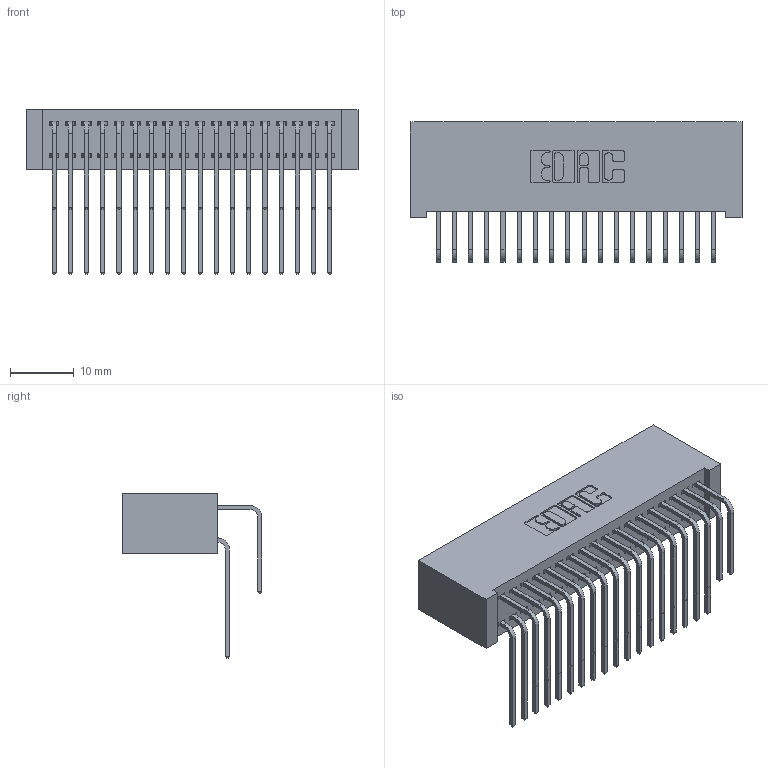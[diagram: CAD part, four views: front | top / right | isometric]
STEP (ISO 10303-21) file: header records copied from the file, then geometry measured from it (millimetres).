
FILE_DESCRIPTION (( 'STEP AP203' ), '1' );
FILE_NAME ('342-036-558-201.STEP', '2019-10-02T13:45:49', ( '' ), ( '' ), 'SwSTEP 2.0', 'SolidWorks 2016', '' );
FILE_SCHEMA (( 'CONFIG_CONTROL_DESIGN' ));
Length unit declared in the file: inch
Products named in the file (4): 342 Part_Lugless; 345-292-001_558 559 Tail - 1; 345-292-001_558 Tail - 2; 342-036-558-201
Assembly tree (37 placements, depth 2):
  342-036-558-201
    342 Part_Lugless
    345-292-001_558 559 Tail - 1  x18
    345-292-001_558 Tail - 2  x18
Bounding box: 51.97 x 21.91 x 25.78 mm (x, y, z)
Volume: 5202.9 mm3; surface area: 9263.4 mm2
Topology: 37 solids, 37 shells, 2046 faces, 6071 edges, 3998 vertices
Faces by surface type: plane 1430, cylinder 616
Entity records: 16059 total; most frequent: CARTESIAN_POINT 2737, ORIENTED_EDGE 2622, DIRECTION 2355, EDGE_CURVE 1311, LINE 1151, VECTOR 1151, VERTEX_POINT 870, AXIS2_PLACEMENT_3D 602
